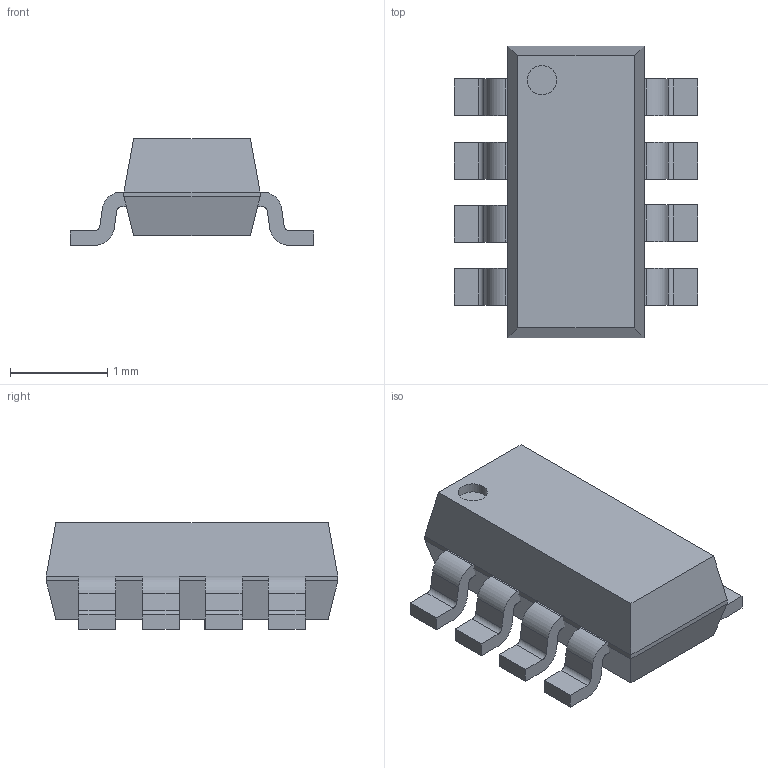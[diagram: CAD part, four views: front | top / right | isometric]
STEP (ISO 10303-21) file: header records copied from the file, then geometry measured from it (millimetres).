
FILE_DESCRIPTION(('FreeCAD Model'),'2;1');
FILE_NAME('Open CASCADE Shape Model','2024-09-05T14:06:39',(''),(''), 'Open CASCADE STEP processor 7.6','FreeCAD','Unknown');
FILE_SCHEMA(('AUTOMOTIVE_DESIGN { 1 0 10303 214 1 1 1 1 }'));
Length unit declared in the file: millimetre
Products named in the file (1): SOT23-8
Bounding box: 2.5 x 3 x 1.1 mm (x, y, z)
Volume: 4.2 mm3; surface area: 24.5 mm2
Topology: 9 solids, 9 shells, 128 faces, 319 edges, 210 vertices
Faces by surface type: plane 95, cylinder 33
Full cylindrical faces by diameter (mm): 0.3 x1
Entity records: 9038 total; most frequent: CARTESIAN_POINT 1750, DIRECTION 1152, LINE 761, VECTOR 761, ORIENTED_EDGE 638, PCURVE 638, DEFINITIONAL_REPRESENTATION 638, EDGE_CURVE 319
